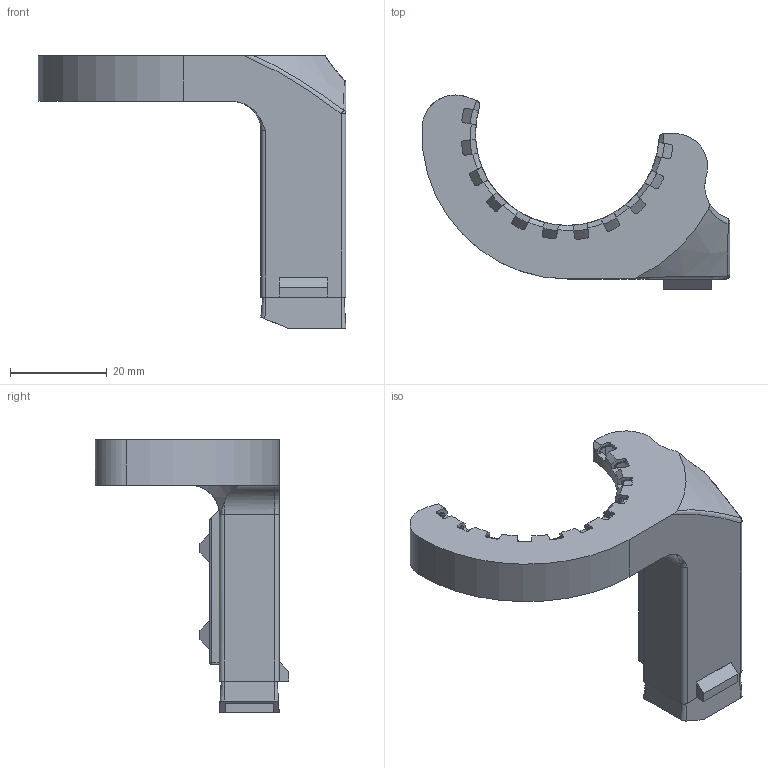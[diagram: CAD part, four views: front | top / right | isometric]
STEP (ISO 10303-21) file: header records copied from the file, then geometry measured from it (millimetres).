
FILE_DESCRIPTION(('FreeCAD Model'),'2;1');
FILE_NAME('blower.step','2020-05-24T17:33:05',('Author' ),(''),'Open CASCADE STEP processor 7.3','FreeCAD','Unknown');
FILE_SCHEMA(('AUTOMOTIVE_DESIGN { 1 0 10303 214 1 1 1 1 }'));
Length unit declared in the file: millimetre
Products named in the file (1): blower
Bounding box: 63.72 x 40.09 x 56.5 mm (x, y, z)
Volume: 7423.5 mm3; surface area: 11605.4 mm2
Topology: 1 solids, 1 shells, 342 faces, 943 edges, 589 vertices
Faces by surface type: cylinder 112, plane 82, torus 66, bspline 60, cone 18, sphere 4
Full cylindrical faces by diameter (mm): 6.2 x1
Entity records: 27151 total; most frequent: CARTESIAN_POINT 9481, DIRECTION 3083, ORIENTED_EDGE 1886, PCURVE 1886, DEFINITIONAL_REPRESENTATION 1886, LINE 1683, VECTOR 1683, EDGE_CURVE 943
